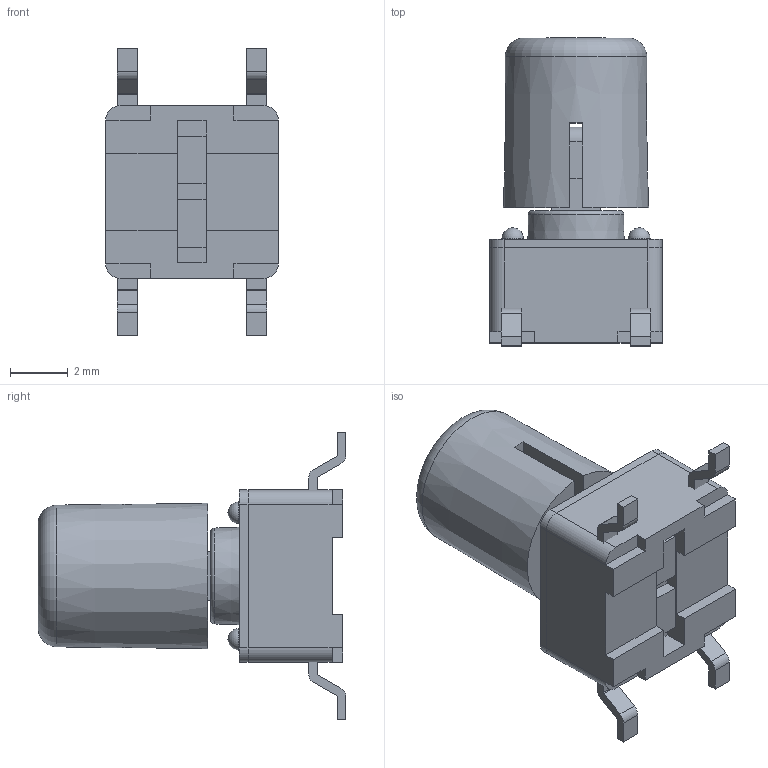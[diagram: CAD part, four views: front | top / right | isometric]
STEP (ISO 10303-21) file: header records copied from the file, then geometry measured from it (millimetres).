
FILE_DESCRIPTION(/* description */ (''),/* implementation_level */ '2;1');
FILE_NAME(/* name */ 'b1_ipt_6c1ed49.STEP',/* time_stamp */ '2021-11-25T09:42:34-03:00',/* author */ ('Gabriel'),/* organization */ (''),/* preprocessor_version */ 'ST-DEVELOPER v18.1',/* originating_system */ 'Autodesk Inventor 2020',/* authorisation */ '');
FILE_SCHEMA (('AUTOMOTIVE_DESIGN { 1 0 10303 214 3 1 1 }'));
Length unit declared in the file: millimetre
Products named in the file (1): b1
Bounding box: 6 x 10.7 x 10 mm (x, y, z)
Volume: 209.5 mm3; surface area: 637.5 mm2
Topology: 6 solids, 6 shells, 244 faces, 650 edges, 431 vertices
Faces by surface type: plane 150, cylinder 81, sphere 5, torus 4, cone 3, bspline 1
Full cylindrical faces by diameter (mm): 0.75 x4, 0.8 x4, 1 x1, 3.6 x1, 5 x1
Entity records: 7730 total; most frequent: CARTESIAN_POINT 1399, DIRECTION 1308, ORIENTED_EDGE 1290, EDGE_CURVE 645, LINE 462, VECTOR 462, VERTEX_POINT 431, AXIS2_PLACEMENT_3D 423
